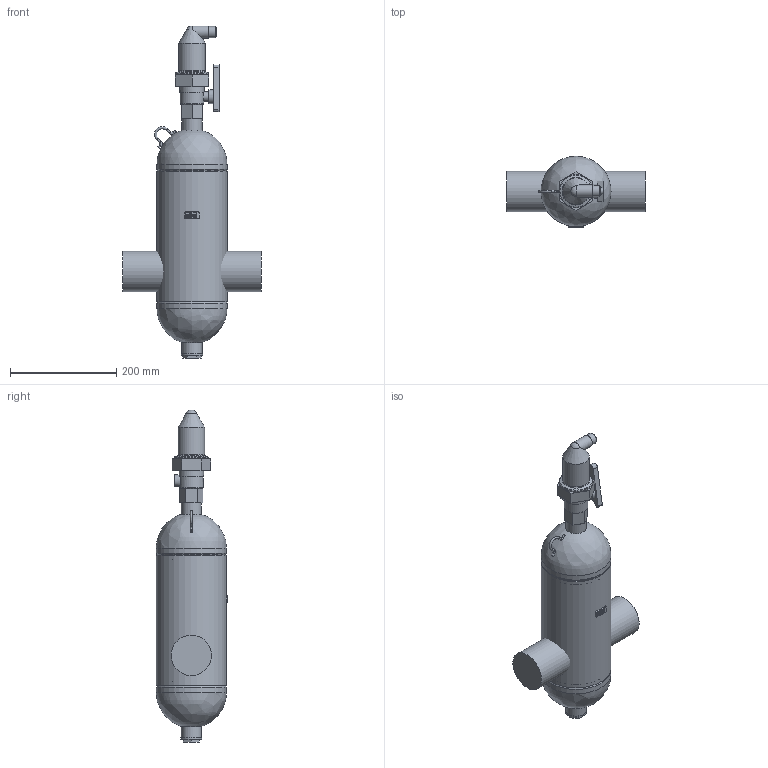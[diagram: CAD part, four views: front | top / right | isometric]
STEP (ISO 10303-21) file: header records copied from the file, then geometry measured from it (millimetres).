
FILE_DESCRIPTION(/* description */ (''),/* implementation_level */ '2;1');
FILE_NAME(/* name */ '3d_ExvoidA76.1-8251110.stp',/* time_stamp */ '2021-07-20T07:17:22+02:00',/* author */ ('Andrzej'),/* organization */ (''),/* preprocessor_version */ 'ST-DEVELOPER v16.13',/* originating_system */ 'AutoCAD Mechanical',/* authorisation */ '');
FILE_SCHEMA (('AUTOMOTIVE_DESIGN { 1 0 10303 214 3 1 1 }'));
Length unit declared in the file: millimetre
Products named in the file (1): Product
Bounding box: 260 x 134.49 x 625 mm (x, y, z)
Volume: 6718103.3 mm3; surface area: 358736.8 mm2
Topology: 16 solids, 16 shells, 278 faces, 688 edges, 452 vertices
Faces by surface type: plane 161, cylinder 102, cone 7, torus 5, bspline 2, sphere 1
Full cylindrical faces by diameter (mm): 4 x4, 16.662 x1, 17.2 x1, 18 x1, 21.3 x1, 22 x1, 23 x1, 26 x1, 38 x2, 40 x1, 45 x1, 46 x1, 50 x1, 63 x1, 76.1 x1, 129.4 x2, 132 x3
Entity records: 8370 total; most frequent: CARTESIAN_POINT 1757, DIRECTION 1400, ORIENTED_EDGE 1286, EDGE_CURVE 643, AXIS2_PLACEMENT_3D 499, VERTEX_POINT 443, LINE 402, VECTOR 402
